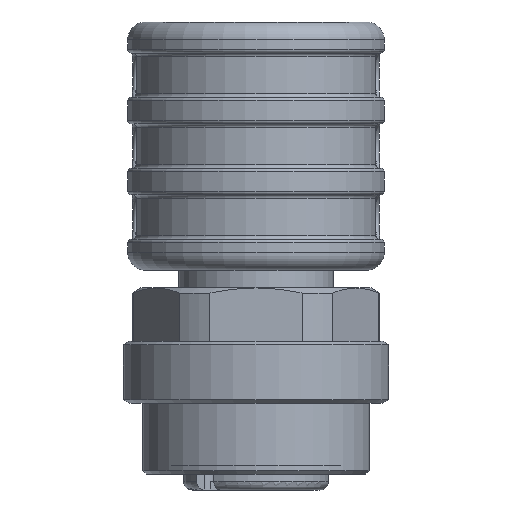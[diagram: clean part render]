
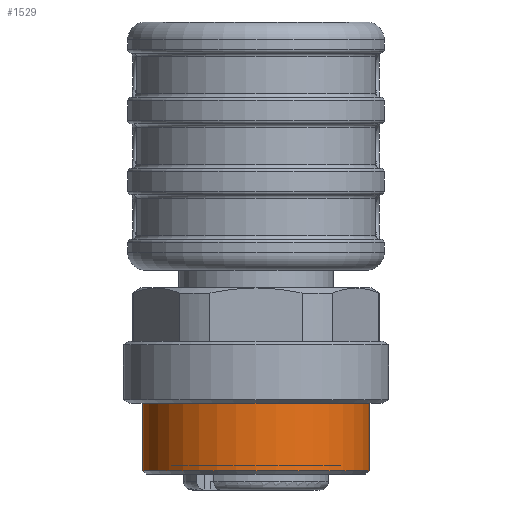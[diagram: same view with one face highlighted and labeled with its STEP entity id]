
A CAD part, left-side view. The second image highlights one B-rep face of the part: STEP entity #1529.
In plain terms, the highlighted cylindrical face has radius 6.4 mm (diameter 12.8 mm), a full revolution.
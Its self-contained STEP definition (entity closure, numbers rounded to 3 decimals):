
#639=CYLINDRICAL_SURFACE('',#5094,6.4);
#1529=ADVANCED_FACE('',(#1823,#1824),#639,.T.);
#1823=FACE_BOUND('',#2024,.T.);
#1824=FACE_BOUND('',#2025,.T.);
#2024=EDGE_LOOP('',(#2799));
#2025=EDGE_LOOP('',(#2800));
#2799=ORIENTED_EDGE('',*,*,#4269,.T.);
#2800=ORIENTED_EDGE('',*,*,#4270,.T.);
#3722=VERTEX_POINT('',#7837);
#3723=VERTEX_POINT('',#7839);
#4269=EDGE_CURVE('',#3722,#3722,#4755,.T.);
#4270=EDGE_CURVE('',#3723,#3723,#4756,.T.);
#4755=CIRCLE('',#5092,6.4);
#4756=CIRCLE('',#5093,6.4);
#5092=AXIS2_PLACEMENT_3D('',#7836,#5941,#5942);
#5093=AXIS2_PLACEMENT_3D('',#7838,#5943,#5944);
#5094=AXIS2_PLACEMENT_3D('',#7840,#5945,#5946);
#5941=DIRECTION('',(0.,0.,1.));
#5942=DIRECTION('',(0.866,0.5,0.));
#5943=DIRECTION('',(0.,0.,-1.));
#5944=DIRECTION('',(-0.5,0.866,0.));
#5945=DIRECTION('',(0.,0.,-1.));
#5946=DIRECTION('',(-0.5,0.866,0.));
#7836=CARTESIAN_POINT('',(60.,60.,-18.3));
#7837=CARTESIAN_POINT('',(65.543,63.2,-18.3));
#7838=CARTESIAN_POINT('',(60.,60.,-14.5));
#7839=CARTESIAN_POINT('',(56.8,65.543,-14.5));
#7840=CARTESIAN_POINT('',(60.,60.,-18.5));
